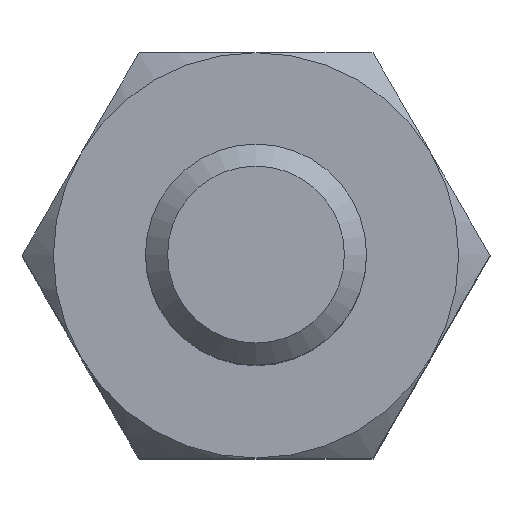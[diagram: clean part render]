
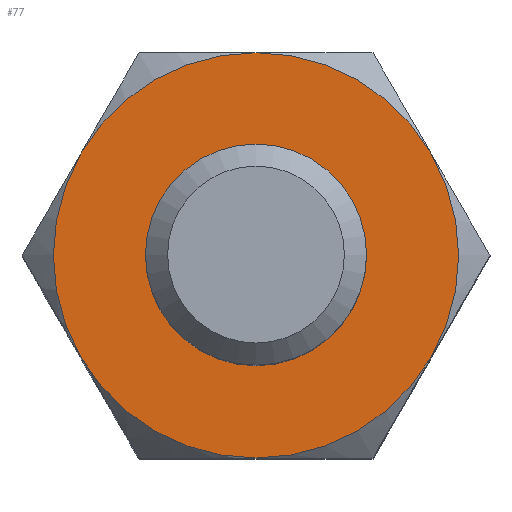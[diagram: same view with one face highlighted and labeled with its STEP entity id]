
A CAD part, top view. The second image highlights one B-rep face of the part: STEP entity #77.
In plain terms, the highlighted planar face has unit normal (0, 0, 1).
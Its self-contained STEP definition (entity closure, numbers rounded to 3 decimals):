
#77 = ADVANCED_FACE( '', ( #171, #172 ), #173, .F. );
#171 = FACE_BOUND( '', #283, .T. );
#172 = FACE_OUTER_BOUND( '', #284, .T. );
#173 = PLANE( '', #285 );
#283 = EDGE_LOOP( '', ( #442 ) );
#284 = EDGE_LOOP( '', ( #443, #444, #445, #446, #447, #448 ) );
#285 = AXIS2_PLACEMENT_3D( '', #449, #450, #451 );
#442 = ORIENTED_EDGE( '', *, *, #597, .T. );
#443 = ORIENTED_EDGE( '', *, *, #629, .T. );
#444 = ORIENTED_EDGE( '', *, *, #631, .T. );
#445 = ORIENTED_EDGE( '', *, *, #632, .T. );
#446 = ORIENTED_EDGE( '', *, *, #633, .T. );
#447 = ORIENTED_EDGE( '', *, *, #634, .T. );
#448 = ORIENTED_EDGE( '', *, *, #635, .T. );
#449 = CARTESIAN_POINT( '', ( 0., 0., 0. ) );
#450 = DIRECTION( '', ( 0., 0., -1. ) );
#451 = DIRECTION( '', ( -1., 0., 0. ) );
#597 = EDGE_CURVE( '', #694, #694, #695, .T. );
#629 = EDGE_CURVE( '', #712, #690, #743, .F. );
#631 = EDGE_CURVE( '', #690, #729, #745, .F. );
#632 = EDGE_CURVE( '', #729, #746, #747, .F. );
#633 = EDGE_CURVE( '', #746, #677, #748, .F. );
#634 = EDGE_CURVE( '', #677, #749, #750, .F. );
#635 = EDGE_CURVE( '', #749, #712, #751, .T. );
#677 = VERTEX_POINT( '', #810 );
#690 = VERTEX_POINT( '', #849 );
#694 = VERTEX_POINT( '', #865 );
#695 = CIRCLE( '', #866, 1.3 );
#712 = VERTEX_POINT( '', #910 );
#729 = VERTEX_POINT( '', #947 );
#743 = CIRCLE( '', #975, 2.75 );
#745 = CIRCLE( '', #977, 2.75 );
#746 = VERTEX_POINT( '', #978 );
#747 = CIRCLE( '', #979, 2.75 );
#748 = CIRCLE( '', #980, 2.75 );
#749 = VERTEX_POINT( '', #981 );
#750 = CIRCLE( '', #982, 2.75 );
#751 = CIRCLE( '', #983, 2.75 );
#810 = CARTESIAN_POINT( '', ( 2.382, 1.375, 0. ) );
#849 = CARTESIAN_POINT( '', ( -2.382, -1.375, 0. ) );
#865 = CARTESIAN_POINT( '', ( -1.3, 0., 0. ) );
#866 = AXIS2_PLACEMENT_3D( '', #1067, #1068, #1069 );
#910 = CARTESIAN_POINT( '', ( -2.382, 1.375, 0. ) );
#947 = CARTESIAN_POINT( '', ( 0., -2.75, 0. ) );
#975 = AXIS2_PLACEMENT_3D( '', #1108, #1109, #1110 );
#977 = AXIS2_PLACEMENT_3D( '', #1111, #1112, #1113 );
#978 = CARTESIAN_POINT( '', ( 2.382, -1.375, 0. ) );
#979 = AXIS2_PLACEMENT_3D( '', #1114, #1115, #1116 );
#980 = AXIS2_PLACEMENT_3D( '', #1117, #1118, #1119 );
#981 = CARTESIAN_POINT( '', ( 0., 2.75, 0. ) );
#982 = AXIS2_PLACEMENT_3D( '', #1120, #1121, #1122 );
#983 = AXIS2_PLACEMENT_3D( '', #1123, #1124, #1125 );
#1067 = CARTESIAN_POINT( '', ( 0., 0., 0. ) );
#1068 = DIRECTION( '', ( 0., 0., -1. ) );
#1069 = DIRECTION( '', ( -1., 0., 0. ) );
#1108 = CARTESIAN_POINT( '', ( 0., 0., 0. ) );
#1109 = DIRECTION( '', ( 0., 0., -1. ) );
#1110 = DIRECTION( '', ( -1., 0., 0. ) );
#1111 = CARTESIAN_POINT( '', ( 0., 0., 0. ) );
#1112 = DIRECTION( '', ( 0., 0., -1. ) );
#1113 = DIRECTION( '', ( -1., 0., 0. ) );
#1114 = CARTESIAN_POINT( '', ( 0., 0., 0. ) );
#1115 = DIRECTION( '', ( 0., 0., -1. ) );
#1116 = DIRECTION( '', ( -1., 0., 0. ) );
#1117 = CARTESIAN_POINT( '', ( 0., 0., 0. ) );
#1118 = DIRECTION( '', ( 0., 0., -1. ) );
#1119 = DIRECTION( '', ( -1., 0., 0. ) );
#1120 = CARTESIAN_POINT( '', ( 0., 0., 0. ) );
#1121 = DIRECTION( '', ( 0., 0., -1. ) );
#1122 = DIRECTION( '', ( -1., 0., 0. ) );
#1123 = CARTESIAN_POINT( '', ( 0., 0., 0. ) );
#1124 = DIRECTION( '', ( 0., 0., 1. ) );
#1125 = DIRECTION( '', ( 1., 0., 0. ) );
